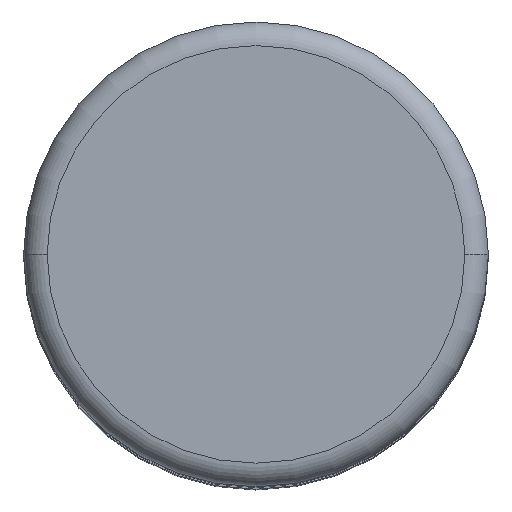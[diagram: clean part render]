
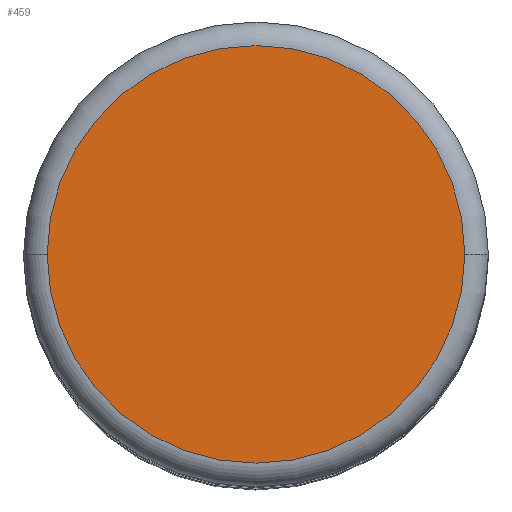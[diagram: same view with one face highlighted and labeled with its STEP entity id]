
A CAD part, top view. The second image highlights one B-rep face of the part: STEP entity #459.
In plain terms, the highlighted planar face has unit normal (0, 0, 1).
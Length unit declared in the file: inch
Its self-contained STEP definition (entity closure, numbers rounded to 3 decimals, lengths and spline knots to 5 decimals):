
#20 = FACE_OUTER_BOUND ( 'NONE', #125, .T. ) ;
#23 = AXIS2_PLACEMENT_3D ( 'NONE', #619, #187, #554 ) ;
#47 = DIRECTION ( 'NONE',  ( -1., 0., 0. ) ) ;
#105 = CARTESIAN_POINT ( 'NONE',  ( 0., 0., 0.3937 ) ) ;
#125 = EDGE_LOOP ( 'NONE', ( #258, #181 ) ) ;
#160 = CARTESIAN_POINT ( 'NONE',  ( 0.0884, 0., 0.3937 ) ) ;
#181 = ORIENTED_EDGE ( 'NONE', *, *, #702, .T. ) ;
#187 = DIRECTION ( 'NONE',  ( 0., 0., 1. ) ) ;
#240 = AXIS2_PLACEMENT_3D ( 'NONE', #721, #298, #663 ) ;
#258 = ORIENTED_EDGE ( 'NONE', *, *, #636, .T. ) ;
#297 = AXIS2_PLACEMENT_3D ( 'NONE', #105, #471, #47 ) ;
#298 = DIRECTION ( 'NONE',  ( 0., 0., 1. ) ) ;
#352 = CARTESIAN_POINT ( 'NONE',  ( -0.0884, 0., 0.3937 ) ) ;
#426 = VERTEX_POINT ( 'NONE', #352 ) ;
#459 = ADVANCED_FACE ( 'NONE', ( #20 ), #596, .F. ) ;
#471 = DIRECTION ( 'NONE',  ( 0., 0., -1. ) ) ;
#490 = CIRCLE ( 'NONE', #240, 0.0884 ) ;
#552 = VERTEX_POINT ( 'NONE', #160 ) ;
#554 = DIRECTION ( 'NONE',  ( -1., 0., 0. ) ) ;
#596 = PLANE ( 'NONE',  #297 ) ;
#619 = CARTESIAN_POINT ( 'NONE',  ( 0., 0., 0.3937 ) ) ;
#636 = EDGE_CURVE ( 'NONE', #426, #552, #752, .T. ) ;
#663 = DIRECTION ( 'NONE',  ( -1., 0., 0. ) ) ;
#702 = EDGE_CURVE ( 'NONE', #552, #426, #490, .T. ) ;
#721 = CARTESIAN_POINT ( 'NONE',  ( 0., 0., 0.3937 ) ) ;
#752 = CIRCLE ( 'NONE', #23, 0.0884 ) ;
